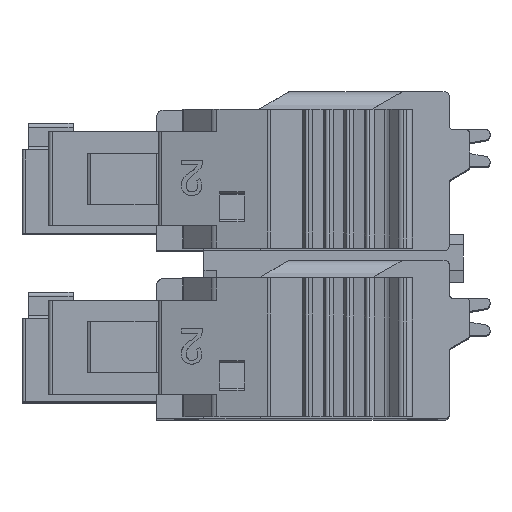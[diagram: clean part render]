
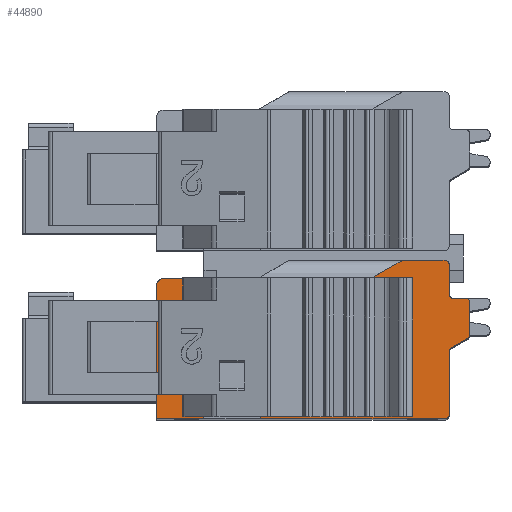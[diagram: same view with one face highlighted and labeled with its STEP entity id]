
A CAD part, top view. The second image highlights one B-rep face of the part: STEP entity #44890.
In plain terms, the highlighted planar face has unit normal (0, 0, 1).
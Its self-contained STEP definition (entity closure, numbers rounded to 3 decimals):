
#1778=DIRECTION('',(0.,1.,0.));
#1779=VECTOR('',#1778,3.107);
#1780=CARTESIAN_POINT('',(34.256,8.538,40.775));
#1781=LINE('',#1780,#1779);
#1896=DIRECTION('',(1.,0.,0.));
#1897=VECTOR('',#1896,14.1);
#1898=CARTESIAN_POINT('',(19.956,8.338,40.775));
#1899=LINE('',#1898,#1897);
#2104=DIRECTION('',(0.,-1.,0.));
#2105=VECTOR('',#2104,6.55);
#2106=CARTESIAN_POINT('',(19.956,14.888,40.775));
#2107=LINE('',#2106,#2105);
#4986=DIRECTION('',(-1.,0.,0.));
#4987=VECTOR('',#4986,2.1);
#4988=CARTESIAN_POINT('',(34.056,16.088,40.775));
#4989=LINE('',#4988,#4987);
#5235=DIRECTION('',(1.,0.,0.));
#5236=VECTOR('',#5235,0.968);
#5237=CARTESIAN_POINT('',(26.932,8.438,40.775));
#5238=LINE('',#5237,#5236);
#5239=DIRECTION('',(0.866,0.5,0.));
#5240=VECTOR('',#5239,1.8);
#5241=CARTESIAN_POINT('',(30.397,15.188,40.775));
#5242=LINE('',#5241,#5240);
#5243=CARTESIAN_POINT('',(34.056,15.888,40.775));
#5244=DIRECTION('',(0.,0.,-1.));
#5245=DIRECTION('',(0.,1.,0.));
#5246=AXIS2_PLACEMENT_3D('',#5243,#5244,#5245);
#5248=CARTESIAN_POINT('',(34.456,14.438,40.775));
#5249=DIRECTION('',(0.,0.,1.));
#5250=DIRECTION('',(-1.,0.,0.));
#5251=AXIS2_PLACEMENT_3D('',#5248,#5249,#5250);
#5253=CARTESIAN_POINT('',(35.056,14.038,40.775));
#5254=DIRECTION('',(0.,0.,-1.));
#5255=DIRECTION('',(0.,1.,0.));
#5256=AXIS2_PLACEMENT_3D('',#5253,#5254,#5255);
#5258=CARTESIAN_POINT('',(35.056,12.453,40.775));
#5259=DIRECTION('',(0.,0.,-1.));
#5260=DIRECTION('',(1.,0.,0.));
#5261=AXIS2_PLACEMENT_3D('',#5258,#5259,#5260);
#5263=DIRECTION('',(-0.866,-0.5,0.));
#5264=VECTOR('',#5263,0.924);
#5265=CARTESIAN_POINT('',(35.156,12.28,40.775));
#5266=LINE('',#5265,#5264);
#5267=CARTESIAN_POINT('',(34.456,11.645,40.775));
#5268=DIRECTION('',(0.,0.,1.));
#5269=DIRECTION('',(-0.5,0.866,0.));
#5270=AXIS2_PLACEMENT_3D('',#5267,#5268,#5269);
#5272=CARTESIAN_POINT('',(34.056,8.538,40.775));
#5273=DIRECTION('',(0.,0.,-1.));
#5274=DIRECTION('',(1.,0.,0.));
#5275=AXIS2_PLACEMENT_3D('',#5272,#5273,#5274);
#5277=CARTESIAN_POINT('',(20.256,14.888,40.775));
#5278=DIRECTION('',(0.,0.,-1.));
#5279=DIRECTION('',(-1.,-0.001,0.));
#5280=AXIS2_PLACEMENT_3D('',#5277,#5278,#5279);
#5282=DIRECTION('',(1.,0.,0.));
#5283=VECTOR('',#5282,1.721);
#5284=CARTESIAN_POINT('',(22.765,8.488,40.775));
#5285=LINE('',#5284,#5283);
#5286=DIRECTION('',(-1.,0.,0.));
#5287=VECTOR('',#5286,1.721);
#5288=CARTESIAN_POINT('',(24.486,14.218,40.775));
#5289=LINE('',#5288,#5287);
#5290=DIRECTION('',(0.,1.,0.));
#5291=VECTOR('',#5290,6.75);
#5292=CARTESIAN_POINT('',(26.932,8.438,40.775));
#5293=LINE('',#5292,#5291);
#5306=DIRECTION('',(-1.,0.,0.));
#5307=VECTOR('',#5306,2.497);
#5308=CARTESIAN_POINT('',(30.397,15.188,40.775));
#5309=LINE('',#5308,#5307);
#5328=DIRECTION('',(-1.,0.,0.));
#5329=VECTOR('',#5328,6.676);
#5330=CARTESIAN_POINT('',(26.932,15.188,40.775));
#5331=LINE('',#5330,#5329);
#22140=DIRECTION('',(0.,-1.,0.));
#22141=VECTOR('',#22140,6.75);
#22142=CARTESIAN_POINT('',(27.901,15.188,40.775));
#22143=LINE('',#22142,#22141);
#22867=DIRECTION('',(0.,1.,0.));
#22868=VECTOR('',#22867,5.73);
#22869=CARTESIAN_POINT('',(22.765,8.488,40.775));
#22870=LINE('',#22869,#22868);
#22879=DIRECTION('',(0.,-1.,0.));
#22880=VECTOR('',#22879,5.73);
#22881=CARTESIAN_POINT('',(24.486,14.218,40.775));
#22882=LINE('',#22881,#22880);
#23589=DIRECTION('',(0.,1.,0.));
#23590=VECTOR('',#23589,1.45);
#23591=CARTESIAN_POINT('',(34.256,14.438,40.775));
#23592=LINE('',#23591,#23590);
#23878=DIRECTION('',(-1.,0.,0.));
#23879=VECTOR('',#23878,0.6);
#23880=CARTESIAN_POINT('',(35.056,14.238,40.775));
#23881=LINE('',#23880,#23879);
#23894=DIRECTION('',(0.,1.,0.));
#23895=VECTOR('',#23894,1.585);
#23896=CARTESIAN_POINT('',(35.256,12.453,40.775));
#23897=LINE('',#23896,#23895);
#30625=CARTESIAN_POINT('',(34.256,8.538,40.775));
#30627=VERTEX_POINT('',#30625);
#30629=CARTESIAN_POINT('',(34.256,11.645,40.775));
#30630=VERTEX_POINT('',#30629);
#30738=CARTESIAN_POINT('',(34.056,8.338,40.775));
#30740=VERTEX_POINT('',#30738);
#30741=CARTESIAN_POINT('',(19.956,8.338,40.775));
#30743=VERTEX_POINT('',#30741);
#30887=CARTESIAN_POINT('',(19.956,14.888,40.775));
#30888=VERTEX_POINT('',#30887);
#31227=CARTESIAN_POINT('',(30.397,15.188,40.775));
#31228=VERTEX_POINT('',#31227);
#31229=CARTESIAN_POINT('',(27.901,15.188,40.775));
#31230=VERTEX_POINT('',#31229);
#31237=CARTESIAN_POINT('',(26.932,15.188,40.775));
#31238=VERTEX_POINT('',#31237);
#31239=CARTESIAN_POINT('',(20.256,15.188,40.775));
#31240=VERTEX_POINT('',#31239);
#32445=CARTESIAN_POINT('',(34.056,16.088,40.775));
#32446=VERTEX_POINT('',#32445);
#32447=CARTESIAN_POINT('',(31.956,16.088,40.775));
#32448=VERTEX_POINT('',#32447);
#32551=CARTESIAN_POINT('',(34.356,11.818,40.775));
#32552=VERTEX_POINT('',#32551);
#32553=CARTESIAN_POINT('',(35.156,12.28,40.775));
#32554=VERTEX_POINT('',#32553);
#32555=CARTESIAN_POINT('',(26.932,8.438,40.775));
#32556=VERTEX_POINT('',#32555);
#32557=CARTESIAN_POINT('',(27.901,8.438,40.775));
#32558=VERTEX_POINT('',#32557);
#32559=CARTESIAN_POINT('',(34.256,15.888,40.775));
#32560=VERTEX_POINT('',#32559);
#32561=CARTESIAN_POINT('',(34.256,14.438,40.775));
#32562=VERTEX_POINT('',#32561);
#32563=CARTESIAN_POINT('',(34.456,14.238,40.775));
#32564=VERTEX_POINT('',#32563);
#32565=CARTESIAN_POINT('',(35.056,14.238,40.775));
#32566=VERTEX_POINT('',#32565);
#32567=CARTESIAN_POINT('',(35.256,14.038,40.775));
#32568=VERTEX_POINT('',#32567);
#32569=CARTESIAN_POINT('',(35.256,12.453,40.775));
#32570=VERTEX_POINT('',#32569);
#32571=CARTESIAN_POINT('',(22.765,8.488,40.775));
#32572=CARTESIAN_POINT('',(22.765,14.218,40.775));
#32573=VERTEX_POINT('',#32571);
#32574=VERTEX_POINT('',#32572);
#32575=CARTESIAN_POINT('',(24.486,8.488,40.775));
#32576=VERTEX_POINT('',#32575);
#32577=CARTESIAN_POINT('',(24.486,14.218,40.775));
#32578=VERTEX_POINT('',#32577);
#44838=CARTESIAN_POINT('',(26.228,12.858,40.775));
#44839=DIRECTION('',(0.,0.,1.));
#44840=DIRECTION('',(1.,0.,0.));
#44841=AXIS2_PLACEMENT_3D('',#44838,#44839,#44840);
#44842=PLANE('',#44841);
#44844=ORIENTED_EDGE('',*,*,#44843,.F.);
#44846=ORIENTED_EDGE('',*,*,#44845,.T.);
#44848=ORIENTED_EDGE('',*,*,#44847,.F.);
#44850=ORIENTED_EDGE('',*,*,#44849,.F.);
#44852=ORIENTED_EDGE('',*,*,#44851,.T.);
#44853=ORIENTED_EDGE('',*,*,#44442,.F.);
#44855=ORIENTED_EDGE('',*,*,#44854,.T.);
#44857=ORIENTED_EDGE('',*,*,#44856,.F.);
#44859=ORIENTED_EDGE('',*,*,#44858,.T.);
#44861=ORIENTED_EDGE('',*,*,#44860,.F.);
#44863=ORIENTED_EDGE('',*,*,#44862,.T.);
#44865=ORIENTED_EDGE('',*,*,#44864,.F.);
#44867=ORIENTED_EDGE('',*,*,#44866,.T.);
#44868=ORIENTED_EDGE('',*,*,#44830,.T.);
#44869=ORIENTED_EDGE('',*,*,#44819,.T.);
#44870=ORIENTED_EDGE('',*,*,#40436,.F.);
#44871=ORIENTED_EDGE('',*,*,#40577,.T.);
#44872=ORIENTED_EDGE('',*,*,#40592,.F.);
#44873=ORIENTED_EDGE('',*,*,#40781,.F.);
#44875=ORIENTED_EDGE('',*,*,#44874,.T.);
#44877=ORIENTED_EDGE('',*,*,#44876,.F.);
#44878=EDGE_LOOP('',(#44844,#44846,#44848,#44850,#44852,#44853,#44855,#44857,
#44859,#44861,#44863,#44865,#44867,#44868,#44869,#44870,#44871,#44872,#44873,
#44875,#44877));
#44879=FACE_OUTER_BOUND('',#44878,.F.);
#44881=ORIENTED_EDGE('',*,*,#44880,.F.);
#44883=ORIENTED_EDGE('',*,*,#44882,.T.);
#44885=ORIENTED_EDGE('',*,*,#44884,.F.);
#44887=ORIENTED_EDGE('',*,*,#44886,.T.);
#44888=EDGE_LOOP('',(#44881,#44883,#44885,#44887));
#44889=FACE_BOUND('',#44888,.F.);
#5247=CIRCLE('',#5246,0.2);
#5252=CIRCLE('',#5251,0.2);
#5257=CIRCLE('',#5256,0.2);
#5262=CIRCLE('',#5261,0.2);
#5271=CIRCLE('',#5270,0.2);
#5276=CIRCLE('',#5275,0.2);
#5281=CIRCLE('',#5280,0.3);
#40436=EDGE_CURVE('',#30627,#30630,#1781,.T.);
#40577=EDGE_CURVE('',#30627,#30740,#5276,.T.);
#40592=EDGE_CURVE('',#30743,#30740,#1899,.T.);
#40781=EDGE_CURVE('',#30888,#30743,#2107,.T.);
#44442=EDGE_CURVE('',#32446,#32448,#4989,.T.);
#44819=EDGE_CURVE('',#32552,#30630,#5271,.T.);
#44830=EDGE_CURVE('',#32554,#32552,#5266,.T.);
#44843=EDGE_CURVE('',#32556,#31238,#5293,.T.);
#44845=EDGE_CURVE('',#32556,#32558,#5238,.T.);
#44847=EDGE_CURVE('',#31230,#32558,#22143,.T.);
#44849=EDGE_CURVE('',#31228,#31230,#5309,.T.);
#44851=EDGE_CURVE('',#31228,#32448,#5242,.T.);
#44854=EDGE_CURVE('',#32446,#32560,#5247,.T.);
#44856=EDGE_CURVE('',#32562,#32560,#23592,.T.);
#44858=EDGE_CURVE('',#32562,#32564,#5252,.T.);
#44860=EDGE_CURVE('',#32566,#32564,#23881,.T.);
#44862=EDGE_CURVE('',#32566,#32568,#5257,.T.);
#44864=EDGE_CURVE('',#32570,#32568,#23897,.T.);
#44866=EDGE_CURVE('',#32570,#32554,#5262,.T.);
#44874=EDGE_CURVE('',#30888,#31240,#5281,.T.);
#44876=EDGE_CURVE('',#31238,#31240,#5331,.T.);
#44880=EDGE_CURVE('',#32573,#32574,#22870,.T.);
#44882=EDGE_CURVE('',#32573,#32576,#5285,.T.);
#44884=EDGE_CURVE('',#32578,#32576,#22882,.T.);
#44886=EDGE_CURVE('',#32578,#32574,#5289,.T.);
#44890=ADVANCED_FACE('',(#44879,#44889),#44842,.T.);
